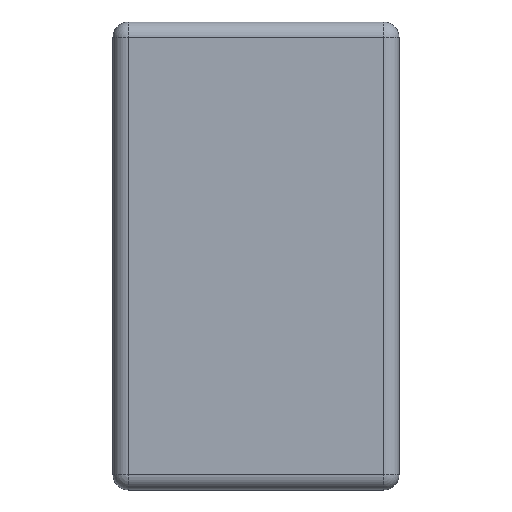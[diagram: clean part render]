
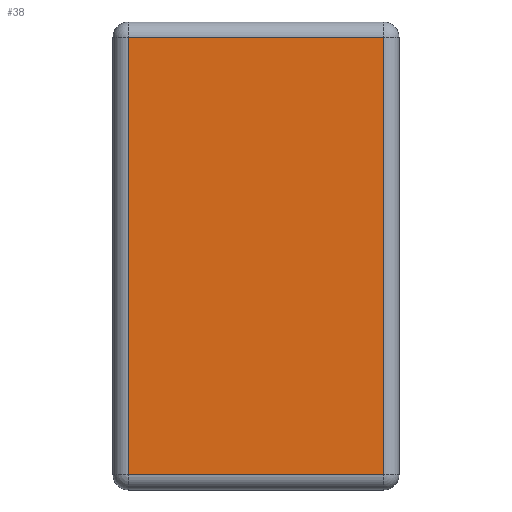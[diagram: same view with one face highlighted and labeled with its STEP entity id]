
A CAD part, front view. The second image highlights one B-rep face of the part: STEP entity #38.
In plain terms, the highlighted planar face has unit normal (0, -1, 0).
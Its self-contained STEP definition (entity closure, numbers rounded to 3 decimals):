
#30 = ORIENTED_EDGE ( 'NONE', *, *, #15205, .T. ) ;
#31 = ORIENTED_EDGE ( 'NONE', *, *, #41, .T. ) ;
#33 = VERTEX_POINT ( 'NONE', #3699 ) ;
#36 = EDGE_LOOP ( 'NONE', ( #30, #31, #47, #15201 ) ) ;
#38 = ADVANCED_FACE ( 'NONE', ( #3689 ), #3688, .F. ) ;
#40 = VERTEX_POINT ( 'NONE', #3683 ) ;
#41 = EDGE_CURVE ( 'NONE', #40, #33, #3682, .T. ) ;
#42 = EDGE_CURVE ( 'NONE', #33, #14400, #3678, .T. ) ;
#47 = ORIENTED_EDGE ( 'NONE', *, *, #42, .T. ) ;
#3677 = CARTESIAN_POINT ( 'NONE',  ( -8.25, 0., 15.125 ) ) ;
#3678 = LINE ( 'NONE', #3677, #3714 ) ;
#3679 = DIRECTION ( 'NONE',  ( -1., 0., 0. ) ) ;
#3680 = VECTOR ( 'NONE', #3679, 1000. ) ;
#3681 = CARTESIAN_POINT ( 'NONE',  ( -8.25, 0., 14.125 ) ) ;
#3682 = LINE ( 'NONE', #3681, #3680 ) ;
#3683 = CARTESIAN_POINT ( 'NONE',  ( 8.25, 0., 14.125 ) ) ;
#3684 = DIRECTION ( 'NONE',  ( 0., 0., 1. ) ) ;
#3685 = DIRECTION ( 'NONE',  ( 0., 1., 0. ) ) ;
#3686 = AXIS2_PLACEMENT_3D ( 'NONE', #3687, #3685, #3684 ) ;
#3687 = CARTESIAN_POINT ( 'NONE',  ( -9.25, 0., 15.125 ) ) ;
#3688 = PLANE ( 'NONE',  #3686 ) ;
#3689 = FACE_OUTER_BOUND ( 'NONE', #36, .T. ) ;
#3699 = CARTESIAN_POINT ( 'NONE',  ( -8.25, 0., 14.125 ) ) ;
#3713 = DIRECTION ( 'NONE',  ( 0., 0., -1. ) ) ;
#3714 = VECTOR ( 'NONE', #3713, 1000. ) ;
#14331 = EDGE_CURVE ( 'NONE', #14400, #15200, #14962, .T. ) ;
#14400 = VERTEX_POINT ( 'NONE', #14958 ) ;
#14958 = CARTESIAN_POINT ( 'NONE',  ( -8.25, 0., -14.125 ) ) ;
#14959 = DIRECTION ( 'NONE',  ( 1., 0., 0. ) ) ;
#14960 = VECTOR ( 'NONE', #14959, 1000. ) ;
#14961 = CARTESIAN_POINT ( 'NONE',  ( -9.25, 0., -14.125 ) ) ;
#14962 = LINE ( 'NONE', #14961, #14960 ) ;
#15052 = DIRECTION ( 'NONE',  ( 0., 0., 1. ) ) ;
#15053 = VECTOR ( 'NONE', #15052, 1000. ) ;
#15054 = CARTESIAN_POINT ( 'NONE',  ( 8.25, 0., 15.125 ) ) ;
#15055 = LINE ( 'NONE', #15054, #15053 ) ;
#15057 = CARTESIAN_POINT ( 'NONE',  ( 8.25, 0., -14.125 ) ) ;
#15200 = VERTEX_POINT ( 'NONE', #15057 ) ;
#15201 = ORIENTED_EDGE ( 'NONE', *, *, #14331, .T. ) ;
#15205 = EDGE_CURVE ( 'NONE', #15200, #40, #15055, .T. ) ;
